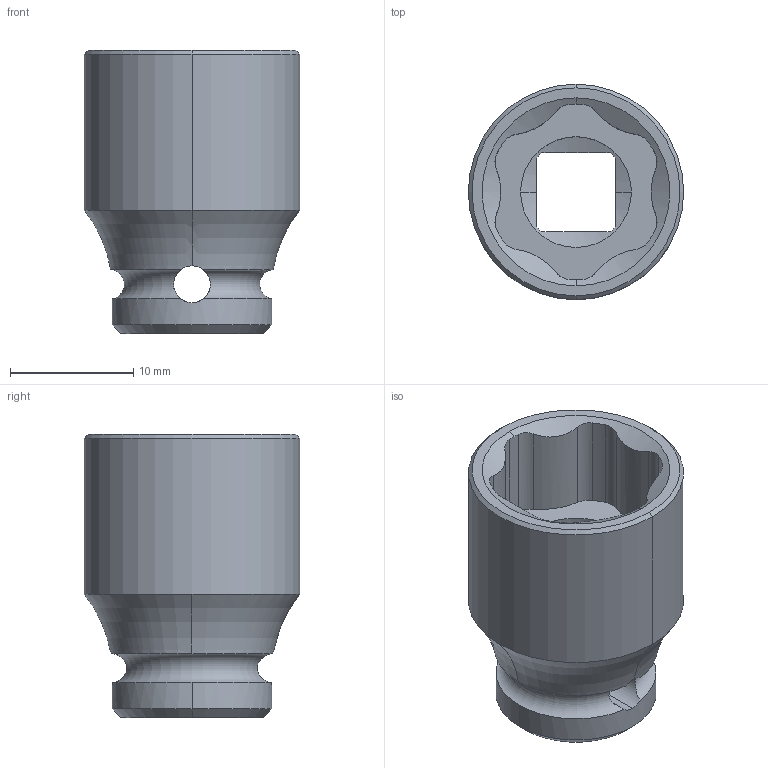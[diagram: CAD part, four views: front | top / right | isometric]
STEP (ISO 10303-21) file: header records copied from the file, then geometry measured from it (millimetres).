
FILE_DESCRIPTION((''),'2;1');
FILE_NAME('4027110812','2023-08-21T14:34:10',('A00565553'),(''),'CREO PARAMETRIC BY PTC INC, 2022414','CREO PARAMETRIC BY PTC INC, 2022414','');
FILE_SCHEMA(('CONFIG_CONTROL_DESIGN','GEOMETRIC_VALIDATION_PROPERTIES_MIM'));
Length unit declared in the file: millimetre
Products named in the file (1): 4027110812
Bounding box: 17.5 x 17.5 x 23 mm (x, y, z)
Volume: 2618 mm3; surface area: 2208.6 mm2
Topology: 1 solids, 1 shells, 67 faces, 185 edges, 118 vertices
Faces by surface type: cylinder 39, plane 12, cone 12, torus 4
Entity records: 2532 total; most frequent: CARTESIAN_POINT 733, ORIENTED_EDGE 370, DIRECTION 342, EDGE_CURVE 185, AXIS2_PLACEMENT_3D 141, VERTEX_POINT 118, CIRCLE 74, EDGE_LOOP 71
